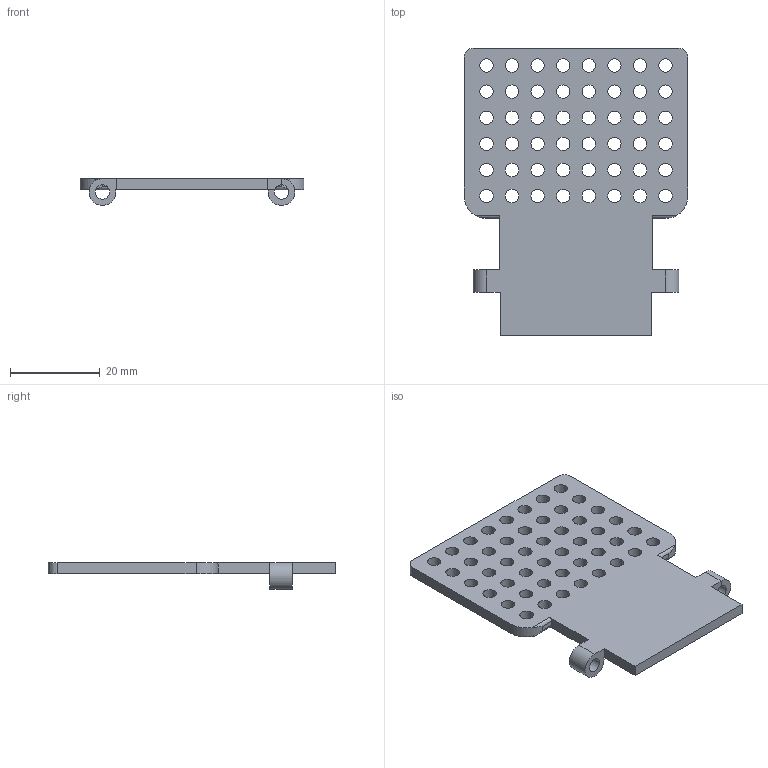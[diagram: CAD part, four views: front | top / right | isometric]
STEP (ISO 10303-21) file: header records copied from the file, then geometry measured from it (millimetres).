
FILE_DESCRIPTION(/* description */ (''),/* implementation_level */ '2;1');
FILE_NAME(/* name */ 'Basic Expansion Shelf .75 Size.stp',/* time_stamp */ '2016-11-14T18:25:35-08:00',/* author */ (''),/* organization */ (''),/* preprocessor_version */ 'ST-DEVELOPER v15.2',/* originating_system */ 'Autodesk Translator Framework v2.0.0.5431',/* authorisation */ '');
FILE_SCHEMA (('AUTOMOTIVE_DESIGN { 1 0 10303 214 3 1 1 }'));
Length unit declared in the file: centimetre
Products named in the file (1): (Unsaved)
Bounding box: 50 x 64.19 x 6 mm (x, y, z)
Volume: 6311.5 mm3; surface area: 6896.3 mm2
Topology: 1 solids, 1 shells, 77 faces, 226 edges, 150 vertices
Faces by surface type: cylinder 60, plane 17
Full cylindrical faces by diameter (mm): 3 x48, 3.2 x2
Entity records: 2593 total; most frequent: DIRECTION 444, CARTESIAN_POINT 422, ORIENTED_EDGE 350, EDGE_LOOP 226, AXIS2_PLACEMENT_3D 195, EDGE_CURVE 175, FACE_BOUND 149, VERTEX_POINT 149
